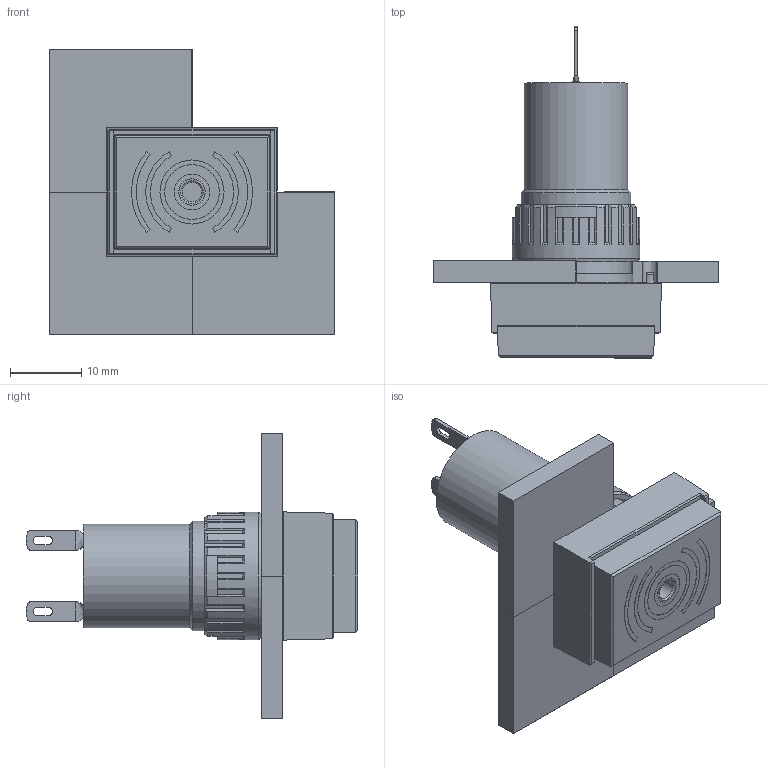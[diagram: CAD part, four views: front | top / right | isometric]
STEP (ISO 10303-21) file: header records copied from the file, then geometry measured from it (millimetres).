
FILE_DESCRIPTION( ( 'Unknown' ), '1' );
FILE_NAME( 'Alarmgeber_L1_00340368.stp', 'Unknown', ( 'Unknown' ), ( 'Unknown' ), 'PSStep 17.0.49', 'Unknown', ' ' );
FILE_SCHEMA( ( 'AUTOMOTIVE_DESIGN { 1 0 10303 214 1 1 1 1 }' ) );
Length unit declared in the file: millimetre
Products named in the file (17): Druckhaube_18x24_mit_Symbol_00322591; Abdeckhaube_18x24_00322568; Symbol_00322592; Alarmgeber_31_00322567; Gehäuse_Alarmgeber_00322569; Kontaktfeder_linksdrall__00322570; Kontaktfeder_rechtsdrall__00322571; Muffe_00322572; Assem1; Frontplatte_40x40x3_D16-D2vds_00337581; Frontplatte_40x20x3_D16_Halb-horiz-vds_00353911; Frontplatte_40x20x3_D16_Halbschnitt__00342843
Assembly tree (16 placements, depth 4):
  Assem1
    Frontplatte_40x40x3_D16-D2vds_00337581
    Frontplatte_40x20x3_D16_Halb-horiz-vds_00353911
    Frontplatte_40x20x3_D16_Halbschnitt__00342843
    Alarmgeber_31_00322567
      Gehäuse_Alarmgeber_00322569
      Kontaktfeder_linksdrall__00322570
      Kontaktfeder_rechtsdrall__00322571
      Muffe_00322572
      Druckhaube_18x24_mit_Symbol_00322591
        Abdeckhaube_18x24_00322568
        Symbol_00322592
        Symbol_00322592
        Symbol_00322592
        Symbol_00322592
        Symbol_00322592
        Symbol_00322592
Bounding box: 40 x 46.6 x 40 mm (x, y, z)
Volume: 12408.3 mm3; surface area: 13737.7 mm2
Topology: 14 solids, 14 shells, 397 faces, 1017 edges, 666 vertices
Faces by surface type: plane 298, cylinder 57, cone 33, bspline 8, torus 1
Full cylindrical faces by diameter (mm): 2.8 x1, 3.2 x2, 3.7 x2, 5 x2, 7.7 x2, 9 x2, 12.5 x1, 14.6 x1, 14.9 x1, 15.4 x1, 16 x1, 16.05 x1, 17.9 x1
Entity records: 15507 total; most frequent: CARTESIAN_POINT 2433, ORIENTED_EDGE 1974, DIRECTION 1963, EDGE_CURVE 987, LINE 715, VECTOR 715, VERTEX_POINT 662, AXIS2_PLACEMENT_3D 624
